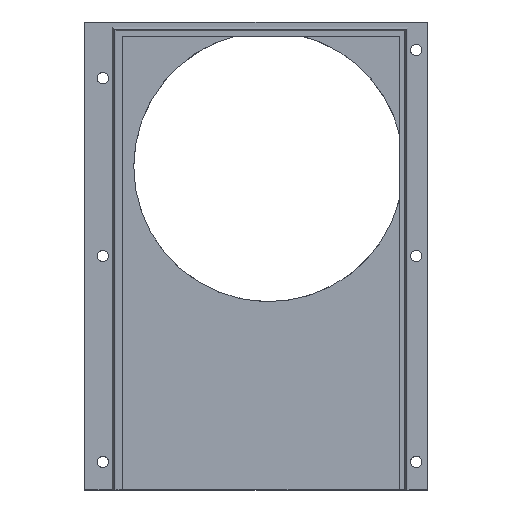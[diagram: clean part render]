
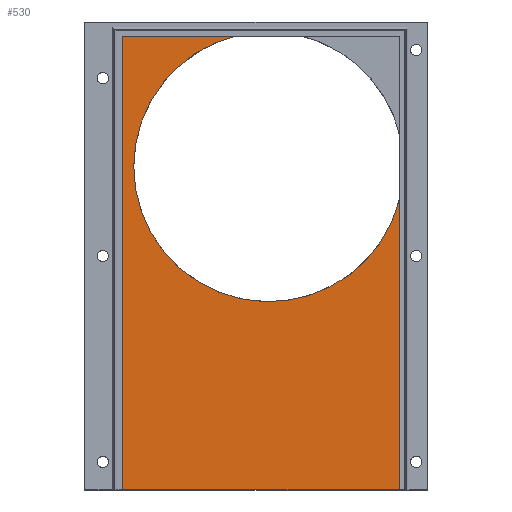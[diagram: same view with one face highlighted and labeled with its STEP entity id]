
A CAD part, top view. The second image highlights one B-rep face of the part: STEP entity #530.
In plain terms, the highlighted planar face has unit normal (0, 0, 1).
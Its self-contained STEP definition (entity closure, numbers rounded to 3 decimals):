
#50=CIRCLE('',#587,48.);
#51=CIRCLE('',#588,48.);
#73=FACE_OUTER_BOUND('',#106,.T.);
#106=EDGE_LOOP('',(#439,#440,#441,#442,#443,#444));
#156=LINE('',#846,#210);
#159=LINE('',#851,#213);
#162=LINE('',#856,#216);
#164=LINE('',#866,#218);
#210=VECTOR('',#692,10.);
#213=VECTOR('',#697,10.);
#216=VECTOR('',#702,10.);
#218=VECTOR('',#718,10.);
#260=VERTEX_POINT('',#835);
#264=VERTEX_POINT('',#843);
#265=VERTEX_POINT('',#845);
#266=VERTEX_POINT('',#850);
#267=VERTEX_POINT('',#855);
#268=VERTEX_POINT('',#863);
#323=EDGE_CURVE('',#265,#264,#156,.T.);
#326=EDGE_CURVE('',#260,#266,#159,.T.);
#329=EDGE_CURVE('',#266,#267,#162,.T.);
#333=EDGE_CURVE('',#264,#268,#50,.T.);
#334=EDGE_CURVE('',#268,#260,#51,.T.);
#335=EDGE_CURVE('',#267,#265,#164,.T.);
#439=ORIENTED_EDGE('',*,*,#323,.T.);
#440=ORIENTED_EDGE('',*,*,#333,.T.);
#441=ORIENTED_EDGE('',*,*,#334,.T.);
#442=ORIENTED_EDGE('',*,*,#326,.T.);
#443=ORIENTED_EDGE('',*,*,#329,.T.);
#444=ORIENTED_EDGE('',*,*,#335,.T.);
#504=PLANE('',#586);
#530=ADVANCED_FACE('',(#73),#504,.T.);
#586=AXIS2_PLACEMENT_3D('',#862,#712,#713);
#587=AXIS2_PLACEMENT_3D('',#864,#714,#715);
#588=AXIS2_PLACEMENT_3D('',#865,#716,#717);
#692=DIRECTION('',(0.,1.,0.));
#697=DIRECTION('',(-1.,0.,0.));
#702=DIRECTION('',(0.,-1.,0.));
#712=DIRECTION('center_axis',(0.,0.,1.));
#713=DIRECTION('ref_axis',(1.,0.,0.));
#714=DIRECTION('center_axis',(0.,0.,-1.));
#715=DIRECTION('ref_axis',(1.,0.,0.));
#716=DIRECTION('center_axis',(0.,0.,-1.));
#717=DIRECTION('ref_axis',(1.,0.,0.));
#718=DIRECTION('',(1.,0.,0.));
#835=CARTESIAN_POINT('',(-11.906,46.5,25.));
#843=CARTESIAN_POINT('',(46.5,-11.906,25.));
#845=CARTESIAN_POINT('',(46.5,-115.,25.));
#846=CARTESIAN_POINT('',(46.5,7.375,25.));
#850=CARTESIAN_POINT('',(-52.,46.5,25.));
#851=CARTESIAN_POINT('',(-28.25,46.5,25.));
#855=CARTESIAN_POINT('',(-52.,-115.,25.));
#856=CARTESIAN_POINT('',(-52.,-73.375,25.));
#862=CARTESIAN_POINT('Origin',(-4.5,-31.75,25.));
#863=CARTESIAN_POINT('',(-48.,0.,25.));
#864=CARTESIAN_POINT('Origin',(0.,0.,25.));
#865=CARTESIAN_POINT('Origin',(0.,0.,25.));
#866=CARTESIAN_POINT('',(-65.5,-115.,25.));
